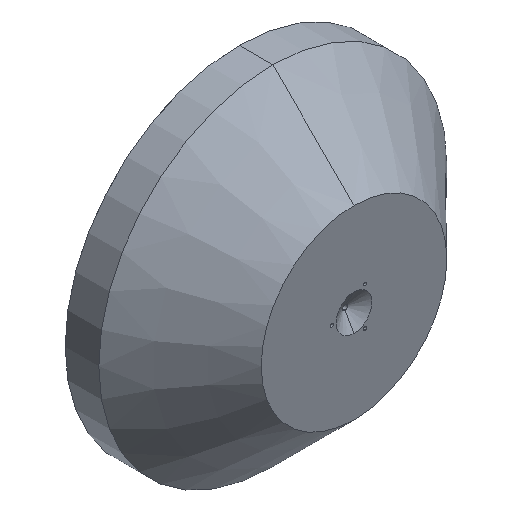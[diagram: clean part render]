
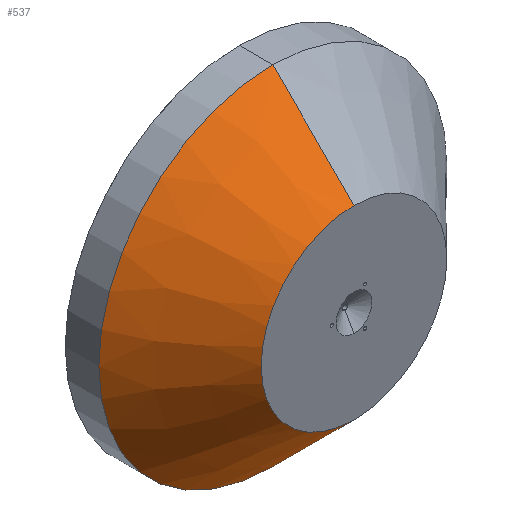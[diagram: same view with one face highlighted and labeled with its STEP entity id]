
A CAD part, isometric view. The second image highlights one B-rep face of the part: STEP entity #537.
In plain terms, the highlighted conical face has half-angle 45 degrees and reference radius 80 mm.
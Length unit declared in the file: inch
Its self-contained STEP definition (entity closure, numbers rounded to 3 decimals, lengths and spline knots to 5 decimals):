
#14 = CARTESIAN_POINT ( 'NONE',  ( 0., -3.76014, 3.14961 ) ) ;
#44 = VECTOR ( 'NONE', #129, 39.37008 ) ;
#55 = FACE_OUTER_BOUND ( 'NONE', #890, .T. ) ;
#102 = CARTESIAN_POINT ( 'NONE',  ( 0., -3.76014, -3.14961 ) ) ;
#120 = LINE ( 'NONE', #102, #164 ) ;
#129 = DIRECTION ( 'NONE',  ( 0., 0.707, 0.707 ) ) ;
#144 = CARTESIAN_POINT ( 'NONE',  ( 0., -3.76014, 0. ) ) ;
#145 = DIRECTION ( 'NONE',  ( 0., 0., 1. ) ) ;
#164 = VECTOR ( 'NONE', #841, 39.37008 ) ;
#194 = DIRECTION ( 'NONE',  ( 0., 1., 0. ) ) ;
#302 = ORIENTED_EDGE ( 'NONE', *, *, #402, .T. ) ;
#349 = ORIENTED_EDGE ( 'NONE', *, *, #762, .T. ) ;
#351 = DIRECTION ( 'NONE',  ( 0., 1., 0. ) ) ;
#360 = VERTEX_POINT ( 'NONE', #14 ) ;
#402 = EDGE_CURVE ( 'NONE', #668, #360, #867, .T. ) ;
#450 = AXIS2_PLACEMENT_3D ( 'NONE', #512, #194, #145 ) ;
#469 = AXIS2_PLACEMENT_3D ( 'NONE', #144, #752, #1007 ) ;
#512 = CARTESIAN_POINT ( 'NONE',  ( 0., -1.00423, 0. ) ) ;
#521 = CARTESIAN_POINT ( 'NONE',  ( 0., -1.00423, 5.90551 ) ) ;
#537 = ADVANCED_FACE ( 'NONE', ( #55 ), #950, .T. ) ;
#552 = CARTESIAN_POINT ( 'NONE',  ( 0., -1.00423, -5.90551 ) ) ;
#581 = ORIENTED_EDGE ( 'NONE', *, *, #856, .F. ) ;
#609 = EDGE_CURVE ( 'NONE', #725, #613, #1000, .T. ) ;
#613 = VERTEX_POINT ( 'NONE', #521 ) ;
#668 = VERTEX_POINT ( 'NONE', #843 ) ;
#672 = CARTESIAN_POINT ( 'NONE',  ( 0., -3.76014, 3.14961 ) ) ;
#725 = VERTEX_POINT ( 'NONE', #552 ) ;
#752 = DIRECTION ( 'NONE',  ( 0., 1., 0. ) ) ;
#762 = EDGE_CURVE ( 'NONE', #360, #613, #868, .T. ) ;
#841 = DIRECTION ( 'NONE',  ( 0., 0.707, -0.707 ) ) ;
#843 = CARTESIAN_POINT ( 'NONE',  ( 0., -3.76014, -3.14961 ) ) ;
#853 = AXIS2_PLACEMENT_3D ( 'NONE', #943, #351, #886 ) ;
#856 = EDGE_CURVE ( 'NONE', #668, #725, #120, .T. ) ;
#867 = CIRCLE ( 'NONE', #469, 3.14961 ) ;
#868 = LINE ( 'NONE', #672, #44 ) ;
#886 = DIRECTION ( 'NONE',  ( 0., 0., 1. ) ) ;
#890 = EDGE_LOOP ( 'NONE', ( #581, #302, #349, #909 ) ) ;
#909 = ORIENTED_EDGE ( 'NONE', *, *, #609, .F. ) ;
#943 = CARTESIAN_POINT ( 'NONE',  ( 0., -3.76014, 0. ) ) ;
#950 = CONICAL_SURFACE ( 'NONE', #853, 3.14961, 0.785 ) ;
#1000 = CIRCLE ( 'NONE', #450, 5.90551 ) ;
#1007 = DIRECTION ( 'NONE',  ( 0., 0., 1. ) ) ;
